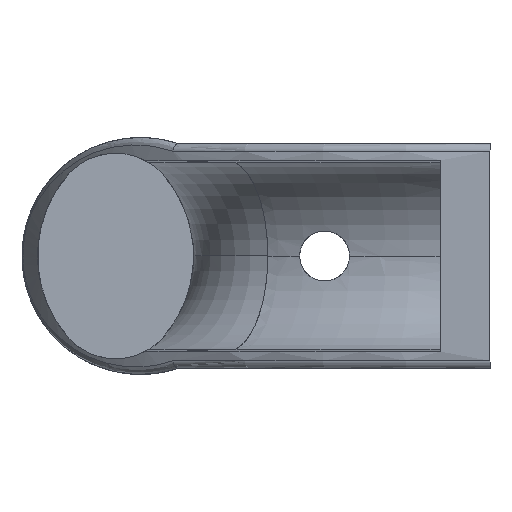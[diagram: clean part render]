
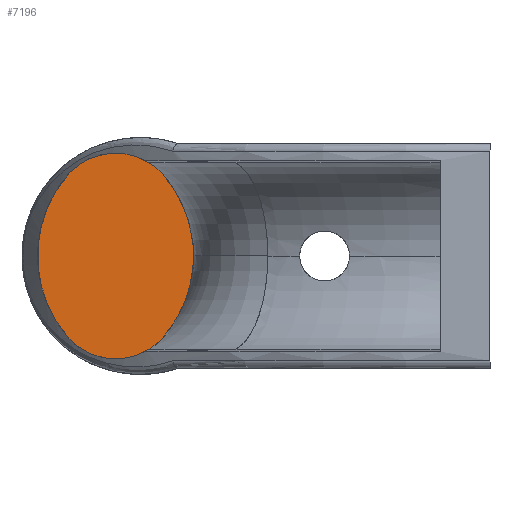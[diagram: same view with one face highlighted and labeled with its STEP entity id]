
A CAD part, left-side view. The second image highlights one B-rep face of the part: STEP entity #7196.
In plain terms, the highlighted face is planar.
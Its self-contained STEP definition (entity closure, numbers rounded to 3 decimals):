
#4509 = CYLINDRICAL_SURFACE('',#4510,10.167);
#4510 = AXIS2_PLACEMENT_3D('',#4511,#4512,#4513);
#4511 = CARTESIAN_POINT('',(-20.,60.,6.324));
#4512 = DIRECTION('',(-1.,0.,0.));
#4513 = DIRECTION('',(0.,0.,1.));
#4611 = CYLINDRICAL_SURFACE('',#4612,19.913);
#4612 = AXIS2_PLACEMENT_3D('',#4613,#4614,#4615);
#4613 = CARTESIAN_POINT('',(-20.,52.58,0.));
#4614 = DIRECTION('',(-1.,0.,0.));
#4615 = DIRECTION('',(0.,0.,1.));
#4709 = CYLINDRICAL_SURFACE('',#4710,10.167);
#4710 = AXIS2_PLACEMENT_3D('',#4711,#4712,#4713);
#4711 = CARTESIAN_POINT('',(-20.,60.,-6.324));
#4712 = DIRECTION('',(-1.,0.,0.));
#4713 = DIRECTION('',(0.,0.,1.));
#6520 = VERTEX_POINT('',#6521);
#6521 = CARTESIAN_POINT('',(-80.,67.496,-13.193));
#6542 = EDGE_CURVE('',#6543,#6520,#6545,.T.);
#6543 = VERTEX_POINT('',#6544);
#6544 = CARTESIAN_POINT('',(-80.,67.496,13.193));
#6545 = SURFACE_CURVE('',#6546,(#6551,#6558),.PCURVE_S1.);
#6546 = CIRCLE('',#6547,19.913);
#6547 = AXIS2_PLACEMENT_3D('',#6548,#6549,#6550);
#6548 = CARTESIAN_POINT('',(-80.,52.58,0.));
#6549 = DIRECTION('',(-1.,0.,0.));
#6550 = DIRECTION('',(0.,0.,1.));
#6551 = PCURVE('',#4611,#6552);
#6552 = DEFINITIONAL_REPRESENTATION('',(#6553),#6557);
#6553 = LINE('',#6554,#6555);
#6554 = CARTESIAN_POINT('',(0.,60.));
#6555 = VECTOR('',#6556,1.);
#6556 = DIRECTION('',(1.,0.));
#6557 = ( GEOMETRIC_REPRESENTATION_CONTEXT(2) 
PARAMETRIC_REPRESENTATION_CONTEXT() REPRESENTATION_CONTEXT('2D SPACE',''
  ) );
#6558 = PCURVE('',#6559,#6564);
#6559 = PLANE('',#6560);
#6560 = AXIS2_PLACEMENT_3D('',#6561,#6562,#6563);
#6561 = CARTESIAN_POINT('',(-80.,56.29,-3.162));
#6562 = DIRECTION('',(-1.,0.,0.));
#6563 = DIRECTION('',(0.,0.,1.));
#6564 = DEFINITIONAL_REPRESENTATION('',(#6565),#6569);
#6565 = CIRCLE('',#6566,19.913);
#6566 = AXIS2_PLACEMENT_2D('',#6567,#6568);
#6567 = CARTESIAN_POINT('',(3.162,-3.71));
#6568 = DIRECTION('',(1.,0.));
#6569 = ( GEOMETRIC_REPRESENTATION_CONTEXT(2) 
PARAMETRIC_REPRESENTATION_CONTEXT() REPRESENTATION_CONTEXT('2D SPACE',''
  ) );
#6598 = VERTEX_POINT('',#6599);
#6599 = CARTESIAN_POINT('',(-80.,52.504,-13.193));
#6613 = CYLINDRICAL_SURFACE('',#6614,19.913);
#6614 = AXIS2_PLACEMENT_3D('',#6615,#6616,#6617);
#6615 = CARTESIAN_POINT('',(-20.,67.42,0.));
#6616 = DIRECTION('',(-1.,0.,0.));
#6617 = DIRECTION('',(0.,0.,1.));
#6625 = EDGE_CURVE('',#6520,#6598,#6626,.T.);
#6626 = SURFACE_CURVE('',#6627,(#6632,#6639),.PCURVE_S1.);
#6627 = CIRCLE('',#6628,10.167);
#6628 = AXIS2_PLACEMENT_3D('',#6629,#6630,#6631);
#6629 = CARTESIAN_POINT('',(-80.,60.,-6.324));
#6630 = DIRECTION('',(-1.,0.,0.));
#6631 = DIRECTION('',(0.,0.,1.));
#6632 = PCURVE('',#4709,#6633);
#6633 = DEFINITIONAL_REPRESENTATION('',(#6634),#6638);
#6634 = LINE('',#6635,#6636);
#6635 = CARTESIAN_POINT('',(0.,60.));
#6636 = VECTOR('',#6637,1.);
#6637 = DIRECTION('',(1.,0.));
#6638 = ( GEOMETRIC_REPRESENTATION_CONTEXT(2) 
PARAMETRIC_REPRESENTATION_CONTEXT() REPRESENTATION_CONTEXT('2D SPACE',''
  ) );
#6639 = PCURVE('',#6559,#6640);
#6640 = DEFINITIONAL_REPRESENTATION('',(#6641),#6645);
#6641 = CIRCLE('',#6642,10.167);
#6642 = AXIS2_PLACEMENT_2D('',#6643,#6644);
#6643 = CARTESIAN_POINT('',(-3.162,3.71));
#6644 = DIRECTION('',(1.,0.));
#6645 = ( GEOMETRIC_REPRESENTATION_CONTEXT(2) 
PARAMETRIC_REPRESENTATION_CONTEXT() REPRESENTATION_CONTEXT('2D SPACE',''
  ) );
#6793 = EDGE_CURVE('',#6794,#6543,#6796,.T.);
#6794 = VERTEX_POINT('',#6795);
#6795 = CARTESIAN_POINT('',(-80.,52.504,13.193));
#6796 = SURFACE_CURVE('',#6797,(#6802,#6809),.PCURVE_S1.);
#6797 = CIRCLE('',#6798,10.167);
#6798 = AXIS2_PLACEMENT_3D('',#6799,#6800,#6801);
#6799 = CARTESIAN_POINT('',(-80.,60.,6.324));
#6800 = DIRECTION('',(-1.,0.,0.));
#6801 = DIRECTION('',(0.,0.,1.));
#6802 = PCURVE('',#4509,#6803);
#6803 = DEFINITIONAL_REPRESENTATION('',(#6804),#6808);
#6804 = LINE('',#6805,#6806);
#6805 = CARTESIAN_POINT('',(0.,60.));
#6806 = VECTOR('',#6807,1.);
#6807 = DIRECTION('',(1.,0.));
#6808 = ( GEOMETRIC_REPRESENTATION_CONTEXT(2) 
PARAMETRIC_REPRESENTATION_CONTEXT() REPRESENTATION_CONTEXT('2D SPACE',''
  ) );
#6809 = PCURVE('',#6559,#6810);
#6810 = DEFINITIONAL_REPRESENTATION('',(#6811),#6815);
#6811 = CIRCLE('',#6812,10.167);
#6812 = AXIS2_PLACEMENT_2D('',#6813,#6814);
#6813 = CARTESIAN_POINT('',(9.486,3.71));
#6814 = DIRECTION('',(1.,0.));
#6815 = ( GEOMETRIC_REPRESENTATION_CONTEXT(2) 
PARAMETRIC_REPRESENTATION_CONTEXT() REPRESENTATION_CONTEXT('2D SPACE',''
  ) );
#7054 = EDGE_CURVE('',#6598,#6794,#7055,.T.);
#7055 = SURFACE_CURVE('',#7056,(#7061,#7068),.PCURVE_S1.);
#7056 = CIRCLE('',#7057,19.913);
#7057 = AXIS2_PLACEMENT_3D('',#7058,#7059,#7060);
#7058 = CARTESIAN_POINT('',(-80.,67.42,0.));
#7059 = DIRECTION('',(-1.,0.,0.));
#7060 = DIRECTION('',(0.,0.,1.));
#7061 = PCURVE('',#6613,#7062);
#7062 = DEFINITIONAL_REPRESENTATION('',(#7063),#7067);
#7063 = LINE('',#7064,#7065);
#7064 = CARTESIAN_POINT('',(0.,60.));
#7065 = VECTOR('',#7066,1.);
#7066 = DIRECTION('',(1.,0.));
#7067 = ( GEOMETRIC_REPRESENTATION_CONTEXT(2) 
PARAMETRIC_REPRESENTATION_CONTEXT() REPRESENTATION_CONTEXT('2D SPACE',''
  ) );
#7068 = PCURVE('',#6559,#7069);
#7069 = DEFINITIONAL_REPRESENTATION('',(#7070),#7074);
#7070 = CIRCLE('',#7071,19.913);
#7071 = AXIS2_PLACEMENT_2D('',#7072,#7073);
#7072 = CARTESIAN_POINT('',(3.162,11.131));
#7073 = DIRECTION('',(1.,0.));
#7074 = ( GEOMETRIC_REPRESENTATION_CONTEXT(2) 
PARAMETRIC_REPRESENTATION_CONTEXT() REPRESENTATION_CONTEXT('2D SPACE',''
  ) );
#7196 = ADVANCED_FACE('',(#7197),#6559,.F.);
#7197 = FACE_BOUND('',#7198,.T.);
#7198 = EDGE_LOOP('',(#7199,#7200,#7201,#7202));
#7199 = ORIENTED_EDGE('',*,*,#6542,.F.);
#7200 = ORIENTED_EDGE('',*,*,#6793,.F.);
#7201 = ORIENTED_EDGE('',*,*,#7054,.F.);
#7202 = ORIENTED_EDGE('',*,*,#6625,.F.);
